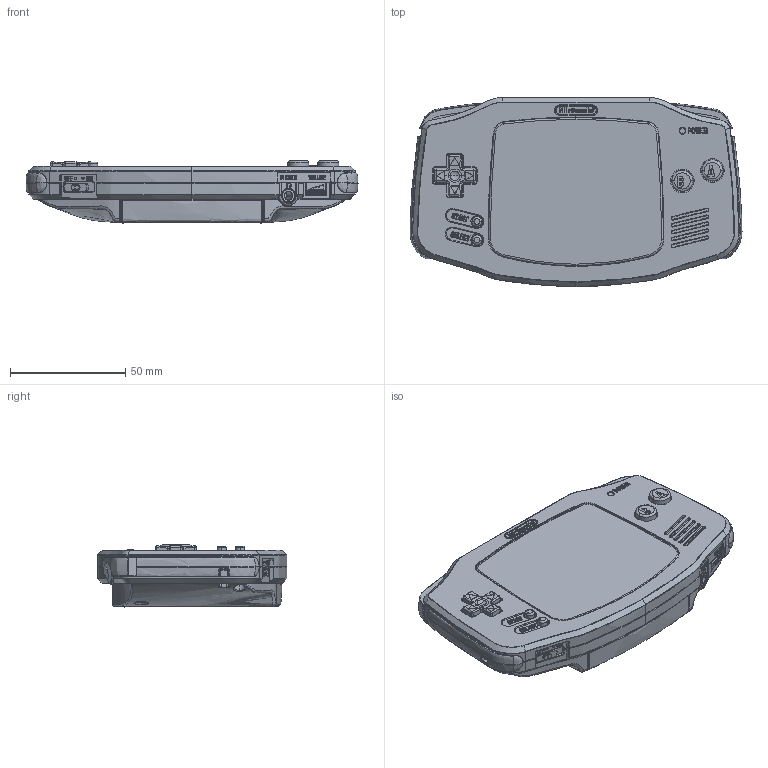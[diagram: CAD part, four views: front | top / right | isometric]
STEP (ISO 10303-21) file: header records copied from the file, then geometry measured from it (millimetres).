
FILE_DESCRIPTION (( 'STEP AP214' ), '1' );
FILE_NAME ('GBA.STEP', '2018-10-21T12:56:00', ( 'Usuario de Windows' ), ( '' ), 'SwSTEP 2.0', 'SolidWorks 2018', '' );
FILE_SCHEMA (( 'AUTOMOTIVE_DESIGN' ));
Length unit declared in the file: millimetre
Products named in the file (1): GBA
Bounding box: 143.92 x 82.15 x 27.1 mm (x, y, z)
Volume: 181654.8 mm3; surface area: 69837.5 mm2
Topology: 23 solids, 23 shells, 4980 faces, 12066 edges, 7128 vertices
Faces by surface type: bspline 1880, plane 1500, cylinder 1146, torus 310, sphere 130, cone 14
Entity records: 279749 total; most frequent: CARTESIAN_POINT 153122, ORIENTED_EDGE 23894, DIRECTION 14913, EDGE_CURVE 11947, VERTEX_POINT 7120, AXIS2_PLACEMENT_3D 5179, EDGE_LOOP 5125, FACE_OUTER_BOUND 4980
